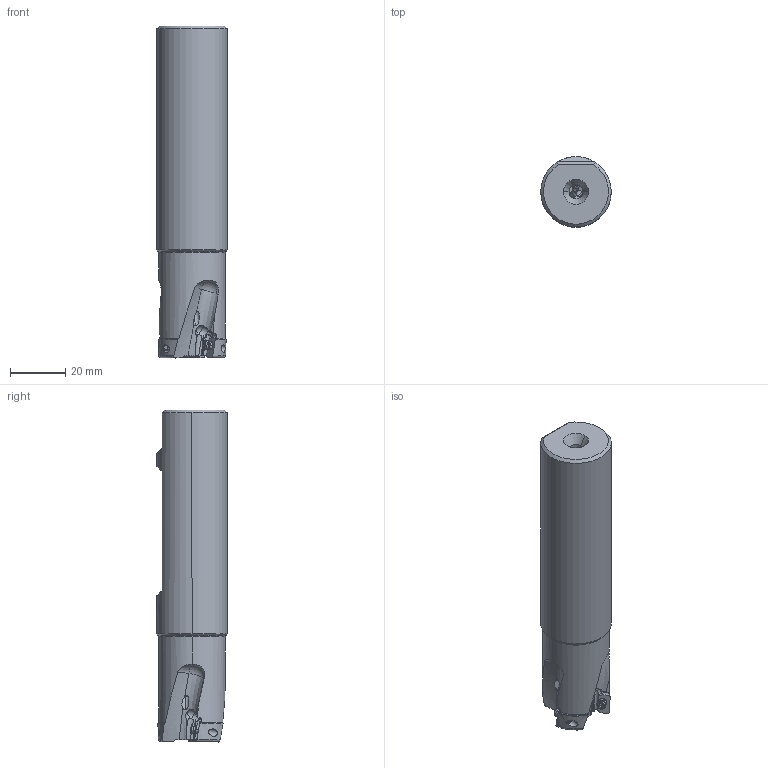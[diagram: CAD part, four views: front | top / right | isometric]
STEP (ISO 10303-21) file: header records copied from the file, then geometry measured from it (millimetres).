
FILE_DESCRIPTION(/* description */ (''),/* implementation_level */ '2;1');
FILE_NAME(/* name */ 'APX3000UR163FA16SA.stp',/* time_stamp */ '2025-06-27T16:01:47+09:00',/* author */ (''),/* organization */ (''),/* preprocessor_version */ 'ST-DEVELOPER v18.101',/* originating_system */ 'SIEMENS PLM Software NX 2011',/* authorisation */ '');
FILE_SCHEMA (('AUTOMOTIVE_DESIGN { 1 0 10303 214 3 1 1 1 }'));
Length unit declared in the file: millimetre
Products named in the file (1): APX3000UR163FA16SA_ASM
Bounding box: 25.4 x 25.4 x 119.73 mm (x, y, z)
Volume: 52152.4 mm3; surface area: 12481.9 mm2
Topology: 4 solids, 4 shells, 275 faces, 865 edges, 589 vertices
Faces by surface type: cylinder 116, plane 65, cone 50, torus 20, sphere 18, bspline 6
Entity records: 12047 total; most frequent: CARTESIAN_POINT 4604, ORIENTED_EDGE 1692, DIRECTION 1380, EDGE_CURVE 846, VERTEX_POINT 583, AXIS2_PLACEMENT_3D 581, B_SPLINE_CURVE_WITH_KNOTS 336, CIRCLE 292
